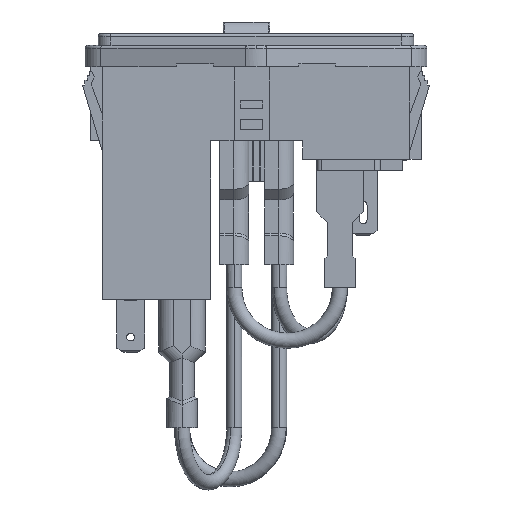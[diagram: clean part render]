
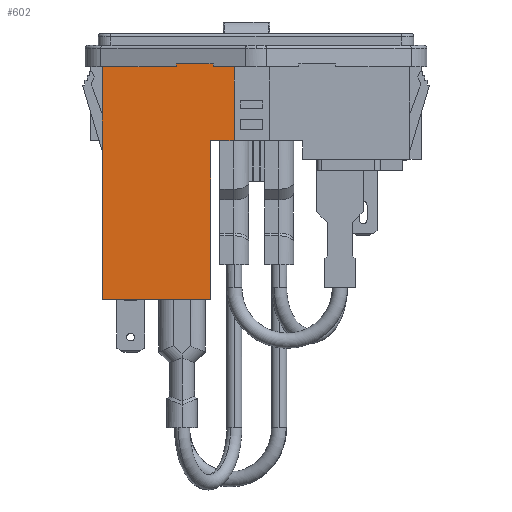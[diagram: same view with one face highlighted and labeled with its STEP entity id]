
A CAD part, left-side view. The second image highlights one B-rep face of the part: STEP entity #602.
In plain terms, the highlighted planar face has unit normal (-1, 0, 0).
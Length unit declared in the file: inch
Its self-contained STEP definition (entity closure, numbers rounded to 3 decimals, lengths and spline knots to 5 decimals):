
#190 = VECTOR ( 'NONE', #21955, 39.37008 ) ;
#508 = CARTESIAN_POINT ( 'NONE',  ( -0.51181, 0.59413, -0.725 ) ) ;
#602 = ADVANCED_FACE ( 'NONE', ( #22748 ), #11934, .F. ) ;
#1255 = DIRECTION ( 'NONE',  ( 0., 1., 0. ) ) ;
#1676 = ORIENTED_EDGE ( 'NONE', *, *, #23207, .F. ) ;
#1904 = VERTEX_POINT ( 'NONE', #21076 ) ;
#2862 = ORIENTED_EDGE ( 'NONE', *, *, #7253, .F. ) ;
#3195 = ORIENTED_EDGE ( 'NONE', *, *, #14979, .F. ) ;
#3226 = VERTEX_POINT ( 'NONE', #4636 ) ;
#4185 = EDGE_CURVE ( 'NONE', #17257, #9602, #26255, .T. ) ;
#4216 = EDGE_CURVE ( 'NONE', #3226, #1904, #16213, .T. ) ;
#4636 = CARTESIAN_POINT ( 'NONE',  ( -0.51181, 0.28992, -0.225 ) ) ;
#5071 = CARTESIAN_POINT ( 'NONE',  ( -0.51181, 0.28992, -1.0015 ) ) ;
#5306 = VERTEX_POINT ( 'NONE', #21005 ) ;
#5417 = CARTESIAN_POINT ( 'NONE',  ( -0.51181, 0.41492, -0.205 ) ) ;
#6339 = VERTEX_POINT ( 'NONE', #22636 ) ;
#6689 = DIRECTION ( 'NONE',  ( 0., -1., 0. ) ) ;
#7243 = DIRECTION ( 'NONE',  ( 0., 0., -1. ) ) ;
#7253 = EDGE_CURVE ( 'NONE', #1904, #11788, #25687, .T. ) ;
#7512 = CARTESIAN_POINT ( 'NONE',  ( -0.51181, 0.28992, -0.205 ) ) ;
#7718 = LINE ( 'NONE', #23939, #18456 ) ;
#8259 = AXIS2_PLACEMENT_3D ( 'NONE', #18189, #26903, #14120 ) ;
#8566 = VECTOR ( 'NONE', #11852, 39.37008 ) ;
#8576 = CARTESIAN_POINT ( 'NONE',  ( -0.51181, 0.59413, -1.798 ) ) ;
#9516 = EDGE_LOOP ( 'NONE', ( #2862, #13834, #22554, #11374, #19364, #11609, #1676, #22241, #15312, #3195 ) ) ;
#9602 = VERTEX_POINT ( 'NONE', #23310 ) ;
#9956 = EDGE_CURVE ( 'NONE', #17141, #3226, #14396, .T. ) ;
#11320 = CARTESIAN_POINT ( 'NONE',  ( -0.51181, 0.84742, -0.225 ) ) ;
#11374 = ORIENTED_EDGE ( 'NONE', *, *, #26504, .T. ) ;
#11609 = ORIENTED_EDGE ( 'NONE', *, *, #25263, .F. ) ;
#11788 = VERTEX_POINT ( 'NONE', #15134 ) ;
#11852 = DIRECTION ( 'NONE',  ( 0., 0., -1. ) ) ;
#11934 = PLANE ( 'NONE',  #8259 ) ;
#12153 = VERTEX_POINT ( 'NONE', #20322 ) ;
#12558 = CARTESIAN_POINT ( 'NONE',  ( -0.51181, 0.53992, -0.205 ) ) ;
#13292 = DIRECTION ( 'NONE',  ( 0., 0., -1. ) ) ;
#13403 = DIRECTION ( 'NONE',  ( 0., 1., 0. ) ) ;
#13487 = VECTOR ( 'NONE', #13403, 39.37008 ) ;
#13834 = ORIENTED_EDGE ( 'NONE', *, *, #4216, .F. ) ;
#14120 = DIRECTION ( 'NONE',  ( 0., 0., -1. ) ) ;
#14396 = LINE ( 'NONE', #5071, #25079 ) ;
#14979 = EDGE_CURVE ( 'NONE', #11788, #5306, #19175, .T. ) ;
#15134 = CARTESIAN_POINT ( 'NONE',  ( -0.51181, 0.14827, -0.725 ) ) ;
#15312 = ORIENTED_EDGE ( 'NONE', *, *, #21367, .F. ) ;
#15548 = VECTOR ( 'NONE', #21394, 39.37008 ) ;
#16006 = VECTOR ( 'NONE', #26506, 39.37008 ) ;
#16213 = LINE ( 'NONE', #19534, #19226 ) ;
#16465 = VERTEX_POINT ( 'NONE', #12558 ) ;
#16560 = LINE ( 'NONE', #5417, #22217 ) ;
#16637 = LINE ( 'NONE', #11320, #190 ) ;
#16663 = LINE ( 'NONE', #24348, #16006 ) ;
#17141 = VERTEX_POINT ( 'NONE', #7512 ) ;
#17257 = VERTEX_POINT ( 'NONE', #24074 ) ;
#18189 = CARTESIAN_POINT ( 'NONE',  ( -0.51181, 0.14827, -0.205 ) ) ;
#18292 = VECTOR ( 'NONE', #20438, 39.37008 ) ;
#18456 = VECTOR ( 'NONE', #13292, 39.37008 ) ;
#18987 = EDGE_CURVE ( 'NONE', #12153, #16465, #23985, .T. ) ;
#19175 = LINE ( 'NONE', #508, #13487 ) ;
#19226 = VECTOR ( 'NONE', #6689, 39.37008 ) ;
#19364 = ORIENTED_EDGE ( 'NONE', *, *, #18987, .F. ) ;
#19534 = CARTESIAN_POINT ( 'NONE',  ( -0.51181, -0.00008, -0.225 ) ) ;
#20322 = CARTESIAN_POINT ( 'NONE',  ( -0.51181, 0.53992, -0.225 ) ) ;
#20346 = CARTESIAN_POINT ( 'NONE',  ( -0.51181, 0.53992, -1.0015 ) ) ;
#20438 = DIRECTION ( 'NONE',  ( 0., 0., 1. ) ) ;
#21005 = CARTESIAN_POINT ( 'NONE',  ( -0.51181, 0.30575, -0.725 ) ) ;
#21076 = CARTESIAN_POINT ( 'NONE',  ( -0.51181, 0.14827, -0.225 ) ) ;
#21367 = EDGE_CURVE ( 'NONE', #5306, #17257, #7718, .T. ) ;
#21394 = DIRECTION ( 'NONE',  ( 0., 1., 0. ) ) ;
#21955 = DIRECTION ( 'NONE',  ( 0., -1., 0. ) ) ;
#22217 = VECTOR ( 'NONE', #1255, 39.37008 ) ;
#22241 = ORIENTED_EDGE ( 'NONE', *, *, #4185, .F. ) ;
#22499 = CARTESIAN_POINT ( 'NONE',  ( -0.51181, 0.14827, -1.0015 ) ) ;
#22554 = ORIENTED_EDGE ( 'NONE', *, *, #9956, .F. ) ;
#22636 = CARTESIAN_POINT ( 'NONE',  ( -0.51181, 1.04, -0.225 ) ) ;
#22748 = FACE_OUTER_BOUND ( 'NONE', #9516, .T. ) ;
#23207 = EDGE_CURVE ( 'NONE', #9602, #6339, #16663, .T. ) ;
#23310 = CARTESIAN_POINT ( 'NONE',  ( -0.51181, 1.04, -1.798 ) ) ;
#23939 = CARTESIAN_POINT ( 'NONE',  ( -0.51181, 0.30575, -1.0015 ) ) ;
#23985 = LINE ( 'NONE', #20346, #18292 ) ;
#24074 = CARTESIAN_POINT ( 'NONE',  ( -0.51181, 0.30575, -1.798 ) ) ;
#24348 = CARTESIAN_POINT ( 'NONE',  ( -0.51181, 1.04, -1.0015 ) ) ;
#25079 = VECTOR ( 'NONE', #7243, 39.37008 ) ;
#25263 = EDGE_CURVE ( 'NONE', #6339, #12153, #16637, .T. ) ;
#25687 = LINE ( 'NONE', #22499, #8566 ) ;
#26255 = LINE ( 'NONE', #8576, #15548 ) ;
#26504 = EDGE_CURVE ( 'NONE', #17141, #16465, #16560, .T. ) ;
#26506 = DIRECTION ( 'NONE',  ( 0., 0., 1. ) ) ;
#26903 = DIRECTION ( 'NONE',  ( 1., 0., 0. ) ) ;
